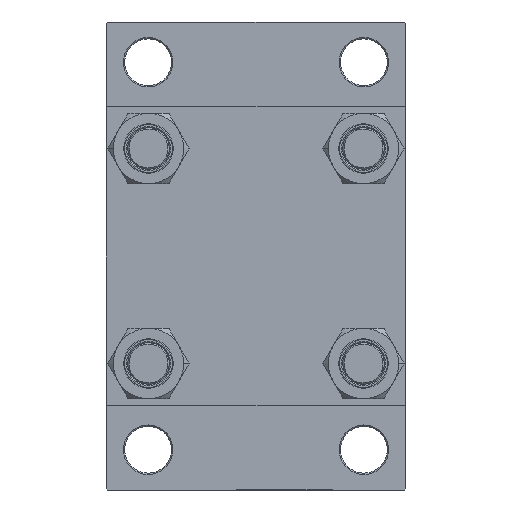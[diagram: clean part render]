
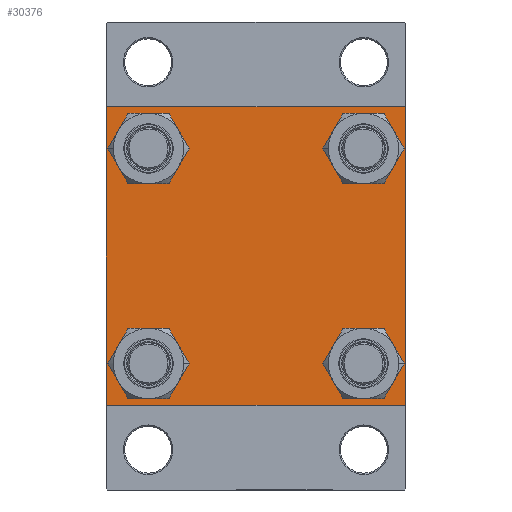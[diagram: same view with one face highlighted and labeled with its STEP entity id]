
A CAD part, left-side view. The second image highlights one B-rep face of the part: STEP entity #30376.
In plain terms, the highlighted planar face has unit normal (-1, 0, 0).
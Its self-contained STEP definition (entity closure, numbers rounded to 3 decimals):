
#37 = DIRECTION ( 'NONE',  ( 0., 0.707, 0.707 ) ) ;
#321 = CIRCLE ( 'NONE', #20618, 8.5 ) ;
#639 = FACE_BOUND ( 'NONE', #35930, .T. ) ;
#1319 = EDGE_CURVE ( 'NONE', #35271, #26781, #36134, .T. ) ;
#1734 = CARTESIAN_POINT ( 'NONE',  ( 0., -41.35, 32.85 ) ) ;
#2044 = CARTESIAN_POINT ( 'NONE',  ( 0., 41.35, 49.85 ) ) ;
#2068 = ORIENTED_EDGE ( 'NONE', *, *, #42466, .T. ) ;
#2078 = DIRECTION ( 'NONE',  ( -1., 0., 0. ) ) ;
#2262 = CARTESIAN_POINT ( 'NONE',  ( 0., -41.35, 41.35 ) ) ;
#2521 = EDGE_CURVE ( 'NONE', #27460, #32797, #16480, .T. ) ;
#2885 = CARTESIAN_POINT ( 'NONE',  ( 0., -57.5, -57. ) ) ;
#2942 = CARTESIAN_POINT ( 'NONE',  ( 0., 41.35, -41.35 ) ) ;
#4363 = EDGE_CURVE ( 'NONE', #24991, #26564, #27336, .T. ) ;
#4417 = CARTESIAN_POINT ( 'NONE',  ( 0., -57.25, 57.25 ) ) ;
#4440 = AXIS2_PLACEMENT_3D ( 'NONE', #42657, #38511, #16979 ) ;
#4792 = VERTEX_POINT ( 'NONE', #19242 ) ;
#4990 = DIRECTION ( 'NONE',  ( 0., 0., 1. ) ) ;
#5309 = ORIENTED_EDGE ( 'NONE', *, *, #35852, .F. ) ;
#5566 = VECTOR ( 'NONE', #46798, 1000. ) ;
#5674 = LINE ( 'NONE', #46988, #8424 ) ;
#5750 = CARTESIAN_POINT ( 'NONE',  ( 0., 0., 0. ) ) ;
#6645 = CARTESIAN_POINT ( 'NONE',  ( 0., -57., -57.5 ) ) ;
#6657 = DIRECTION ( 'NONE',  ( 1., 0., 0. ) ) ;
#7225 = ORIENTED_EDGE ( 'NONE', *, *, #30869, .T. ) ;
#7262 = EDGE_LOOP ( 'NONE', ( #2068, #12067 ) ) ;
#8424 = VECTOR ( 'NONE', #16429, 1000. ) ;
#8677 = LINE ( 'NONE', #16485, #48113 ) ;
#8921 = EDGE_CURVE ( 'NONE', #20090, #39409, #41882, .T. ) ;
#8927 = EDGE_CURVE ( 'NONE', #4792, #27699, #27745, .T. ) ;
#8986 = DIRECTION ( 'NONE',  ( 1., 0., 0. ) ) ;
#9321 = CARTESIAN_POINT ( 'NONE',  ( 0., -57., 57.5 ) ) ;
#10161 = AXIS2_PLACEMENT_3D ( 'NONE', #2942, #32515, #14673 ) ;
#10189 = VERTEX_POINT ( 'NONE', #9321 ) ;
#10457 = CARTESIAN_POINT ( 'NONE',  ( 0., -57.5, 57.5 ) ) ;
#10669 = ORIENTED_EDGE ( 'NONE', *, *, #4363, .T. ) ;
#12067 = ORIENTED_EDGE ( 'NONE', *, *, #2521, .T. ) ;
#12087 = DIRECTION ( 'NONE',  ( 0., -0.707, 0.707 ) ) ;
#12114 = ORIENTED_EDGE ( 'NONE', *, *, #8927, .T. ) ;
#12989 = CARTESIAN_POINT ( 'NONE',  ( 0., 41.35, -49.85 ) ) ;
#13265 = VECTOR ( 'NONE', #14371, 1000. ) ;
#14371 = DIRECTION ( 'NONE',  ( 0., 0., -1. ) ) ;
#14673 = DIRECTION ( 'NONE',  ( 0., 0., 1. ) ) ;
#15221 = AXIS2_PLACEMENT_3D ( 'NONE', #5750, #2078, #28231 ) ;
#15548 = CIRCLE ( 'NONE', #48359, 8.5 ) ;
#15663 = EDGE_CURVE ( 'NONE', #35271, #10189, #26912, .T. ) ;
#16058 = CARTESIAN_POINT ( 'NONE',  ( 0., 41.35, -32.85 ) ) ;
#16429 = DIRECTION ( 'NONE',  ( 0., -1., 0. ) ) ;
#16480 = CIRCLE ( 'NONE', #27413, 8.5 ) ;
#16485 = CARTESIAN_POINT ( 'NONE',  ( 0., -57.25, -57.25 ) ) ;
#16979 = DIRECTION ( 'NONE',  ( 0., 0., 1. ) ) ;
#17218 = AXIS2_PLACEMENT_3D ( 'NONE', #35119, #36105, #23895 ) ;
#17268 = DIRECTION ( 'NONE',  ( 0., 0., -1. ) ) ;
#17597 = DIRECTION ( 'NONE',  ( 0., -1., 0. ) ) ;
#17824 = LINE ( 'NONE', #28358, #38383 ) ;
#18278 = DIRECTION ( 'NONE',  ( 0., 0., 1. ) ) ;
#19242 = CARTESIAN_POINT ( 'NONE',  ( 0., 57.5, -57. ) ) ;
#19274 = ORIENTED_EDGE ( 'NONE', *, *, #8921, .T. ) ;
#19370 = VECTOR ( 'NONE', #17268, 1000. ) ;
#19539 = VERTEX_POINT ( 'NONE', #34622 ) ;
#19927 = CARTESIAN_POINT ( 'NONE',  ( 0., 57.25, -57.25 ) ) ;
#20090 = VERTEX_POINT ( 'NONE', #2044 ) ;
#20618 = AXIS2_PLACEMENT_3D ( 'NONE', #29750, #37315, #37798 ) ;
#20685 = CARTESIAN_POINT ( 'NONE',  ( 0., 57.5, 57.5 ) ) ;
#21285 = CARTESIAN_POINT ( 'NONE',  ( 0., 57., -57.5 ) ) ;
#22029 = ORIENTED_EDGE ( 'NONE', *, *, #45284, .T. ) ;
#22887 = FACE_BOUND ( 'NONE', #32663, .T. ) ;
#22936 = AXIS2_PLACEMENT_3D ( 'NONE', #45581, #38716, #4990 ) ;
#23425 = VECTOR ( 'NONE', #37, 1000. ) ;
#23712 = EDGE_CURVE ( 'NONE', #27699, #45925, #17824, .T. ) ;
#23895 = DIRECTION ( 'NONE',  ( 0., 0., 1. ) ) ;
#24571 = CIRCLE ( 'NONE', #31569, 8.5 ) ;
#24991 = VERTEX_POINT ( 'NONE', #16058 ) ;
#25217 = ORIENTED_EDGE ( 'NONE', *, *, #40580, .T. ) ;
#25469 = DIRECTION ( 'NONE',  ( 0., 0., 1. ) ) ;
#25552 = LINE ( 'NONE', #20685, #19370 ) ;
#25599 = VERTEX_POINT ( 'NONE', #34029 ) ;
#25718 = CARTESIAN_POINT ( 'NONE',  ( 0., 41.35, 32.85 ) ) ;
#25744 = CARTESIAN_POINT ( 'NONE',  ( 0., 57.5, 57. ) ) ;
#26564 = VERTEX_POINT ( 'NONE', #12989 ) ;
#26781 = VERTEX_POINT ( 'NONE', #2885 ) ;
#26912 = LINE ( 'NONE', #4417, #23425 ) ;
#27260 = FACE_OUTER_BOUND ( 'NONE', #39664, .T. ) ;
#27336 = CIRCLE ( 'NONE', #10161, 8.5 ) ;
#27413 = AXIS2_PLACEMENT_3D ( 'NONE', #42741, #43959, #18278 ) ;
#27460 = VERTEX_POINT ( 'NONE', #29689 ) ;
#27699 = VERTEX_POINT ( 'NONE', #21285 ) ;
#27745 = LINE ( 'NONE', #19927, #28621 ) ;
#28231 = DIRECTION ( 'NONE',  ( 0., 0., 1. ) ) ;
#28301 = ORIENTED_EDGE ( 'NONE', *, *, #1319, .F. ) ;
#28358 = CARTESIAN_POINT ( 'NONE',  ( 0., 57.5, -57.5 ) ) ;
#28508 = EDGE_CURVE ( 'NONE', #26564, #24991, #40105, .T. ) ;
#28621 = VECTOR ( 'NONE', #46811, 1000. ) ;
#28908 = CIRCLE ( 'NONE', #17218, 8.5 ) ;
#29689 = CARTESIAN_POINT ( 'NONE',  ( 0., -41.35, -49.85 ) ) ;
#29750 = CARTESIAN_POINT ( 'NONE',  ( 0., -41.35, 41.35 ) ) ;
#30376 = ADVANCED_FACE ( 'NONE', ( #22887, #37784, #34107, #639, #27260 ), #45854, .T. ) ;
#30869 = EDGE_CURVE ( 'NONE', #25599, #32654, #24571, .T. ) ;
#31569 = AXIS2_PLACEMENT_3D ( 'NONE', #2262, #6657, #25469 ) ;
#31871 = LINE ( 'NONE', #47049, #5566 ) ;
#32515 = DIRECTION ( 'NONE',  ( 1., 0., 0. ) ) ;
#32654 = VERTEX_POINT ( 'NONE', #1734 ) ;
#32663 = EDGE_LOOP ( 'NONE', ( #7225, #36893 ) ) ;
#32797 = VERTEX_POINT ( 'NONE', #44237 ) ;
#33258 = EDGE_CURVE ( 'NONE', #32654, #25599, #321, .T. ) ;
#33886 = ORIENTED_EDGE ( 'NONE', *, *, #28508, .T. ) ;
#34029 = CARTESIAN_POINT ( 'NONE',  ( 0., -41.35, 49.85 ) ) ;
#34107 = FACE_BOUND ( 'NONE', #43803, .T. ) ;
#34622 = CARTESIAN_POINT ( 'NONE',  ( 0., 57., 57.5 ) ) ;
#35119 = CARTESIAN_POINT ( 'NONE',  ( 0., 41.35, 41.35 ) ) ;
#35271 = VERTEX_POINT ( 'NONE', #46858 ) ;
#35463 = EDGE_CURVE ( 'NONE', #45925, #26781, #8677, .T. ) ;
#35852 = EDGE_CURVE ( 'NONE', #19539, #10189, #5674, .T. ) ;
#35930 = EDGE_LOOP ( 'NONE', ( #19274, #22029 ) ) ;
#36105 = DIRECTION ( 'NONE',  ( 1., 0., 0. ) ) ;
#36134 = LINE ( 'NONE', #10457, #13265 ) ;
#36470 = ORIENTED_EDGE ( 'NONE', *, *, #15663, .T. ) ;
#36893 = ORIENTED_EDGE ( 'NONE', *, *, #33258, .T. ) ;
#37315 = DIRECTION ( 'NONE',  ( 1., 0., 0. ) ) ;
#37784 = FACE_BOUND ( 'NONE', #7262, .T. ) ;
#37798 = DIRECTION ( 'NONE',  ( 0., 0., 1. ) ) ;
#38383 = VECTOR ( 'NONE', #17597, 1000. ) ;
#38511 = DIRECTION ( 'NONE',  ( 1., 0., 0. ) ) ;
#38716 = DIRECTION ( 'NONE',  ( 1., 0., 0. ) ) ;
#39409 = VERTEX_POINT ( 'NONE', #25718 ) ;
#39424 = ORIENTED_EDGE ( 'NONE', *, *, #23712, .T. ) ;
#39664 = EDGE_LOOP ( 'NONE', ( #25217, #12114, #39424, #42401, #28301, #36470, #5309, #43817 ) ) ;
#40105 = CIRCLE ( 'NONE', #22936, 8.5 ) ;
#40580 = EDGE_CURVE ( 'NONE', #47723, #4792, #25552, .T. ) ;
#41523 = DIRECTION ( 'NONE',  ( 0., 0., 1. ) ) ;
#41882 = CIRCLE ( 'NONE', #4440, 8.5 ) ;
#42237 = CARTESIAN_POINT ( 'NONE',  ( 0., -41.35, -41.35 ) ) ;
#42401 = ORIENTED_EDGE ( 'NONE', *, *, #35463, .T. ) ;
#42466 = EDGE_CURVE ( 'NONE', #32797, #27460, #15548, .T. ) ;
#42657 = CARTESIAN_POINT ( 'NONE',  ( 0., 41.35, 41.35 ) ) ;
#42741 = CARTESIAN_POINT ( 'NONE',  ( 0., -41.35, -41.35 ) ) ;
#43803 = EDGE_LOOP ( 'NONE', ( #10669, #33886 ) ) ;
#43817 = ORIENTED_EDGE ( 'NONE', *, *, #47669, .T. ) ;
#43959 = DIRECTION ( 'NONE',  ( 1., 0., 0. ) ) ;
#44237 = CARTESIAN_POINT ( 'NONE',  ( 0., -41.35, -32.85 ) ) ;
#45284 = EDGE_CURVE ( 'NONE', #39409, #20090, #28908, .T. ) ;
#45581 = CARTESIAN_POINT ( 'NONE',  ( 0., 41.35, -41.35 ) ) ;
#45854 = PLANE ( 'NONE',  #15221 ) ;
#45925 = VERTEX_POINT ( 'NONE', #6645 ) ;
#46798 = DIRECTION ( 'NONE',  ( 0., 0.707, -0.707 ) ) ;
#46811 = DIRECTION ( 'NONE',  ( 0., -0.707, -0.707 ) ) ;
#46858 = CARTESIAN_POINT ( 'NONE',  ( 0., -57.5, 57. ) ) ;
#46988 = CARTESIAN_POINT ( 'NONE',  ( 0., 57.5, 57.5 ) ) ;
#47049 = CARTESIAN_POINT ( 'NONE',  ( 0., 57.25, 57.25 ) ) ;
#47669 = EDGE_CURVE ( 'NONE', #19539, #47723, #31871, .T. ) ;
#47723 = VERTEX_POINT ( 'NONE', #25744 ) ;
#48113 = VECTOR ( 'NONE', #12087, 1000. ) ;
#48359 = AXIS2_PLACEMENT_3D ( 'NONE', #42237, #8986, #41523 ) ;
